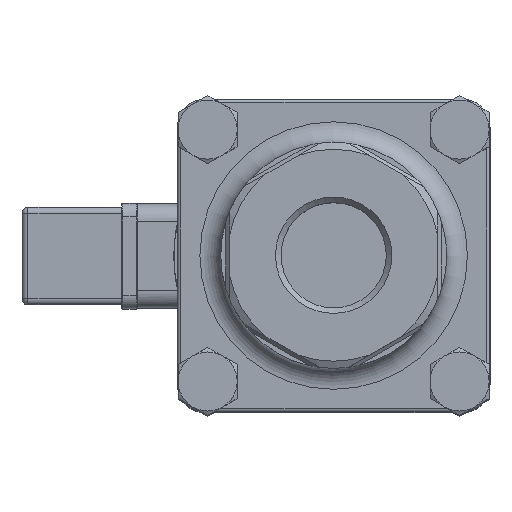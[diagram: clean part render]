
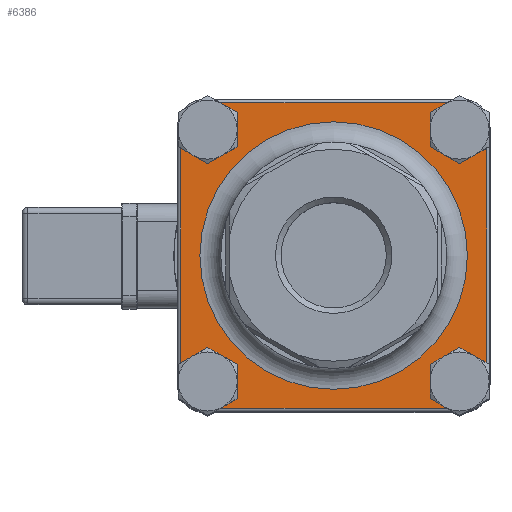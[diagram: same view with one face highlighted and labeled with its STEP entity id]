
A CAD part, top view. The second image highlights one B-rep face of the part: STEP entity #6386.
In plain terms, the highlighted planar face has unit normal (0, 0, 1).
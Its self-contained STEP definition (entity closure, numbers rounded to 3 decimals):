
#385=FACE_BOUND('',#843,.T.);
#454=FACE_OUTER_BOUND('',#842,.T.);
#842=EDGE_LOOP('',(#4084,#4085,#4086,#4087,#4088,#4089,#4090,#4091,#4092,
#4093,#4094));
#843=EDGE_LOOP('',(#4095));
#1246=LINE('',#9655,#1673);
#1247=LINE('',#9661,#1674);
#1248=LINE('',#9665,#1675);
#1249=LINE('',#9670,#1676);
#1673=VECTOR('',#7689,10.);
#1674=VECTOR('',#7694,10.);
#1675=VECTOR('',#7697,10.);
#1676=VECTOR('',#7702,10.);
#2099=CIRCLE('',#6828,7.8);
#2100=CIRCLE('',#6829,7.8);
#2101=CIRCLE('',#6831,7.8);
#2102=CIRCLE('',#6832,7.8);
#2103=CIRCLE('',#6833,7.8);
#2104=CIRCLE('',#6834,7.8);
#2105=CIRCLE('',#6835,7.8);
#2106=CIRCLE('',#6836,38.5);
#2430=VERTEX_POINT('',#9544);
#2433=VERTEX_POINT('',#9551);
#2454=VERTEX_POINT('',#9649);
#2455=VERTEX_POINT('',#9654);
#2456=VERTEX_POINT('',#9656);
#2457=VERTEX_POINT('',#9658);
#2458=VERTEX_POINT('',#9660);
#2459=VERTEX_POINT('',#9662);
#2460=VERTEX_POINT('',#9664);
#2461=VERTEX_POINT('',#9666);
#2462=VERTEX_POINT('',#9668);
#2463=VERTEX_POINT('',#9671);
#3074=EDGE_CURVE('',#2454,#2433,#2099,.T.);
#3076=EDGE_CURVE('',#2430,#2454,#2100,.T.);
#3077=EDGE_CURVE('',#2455,#2433,#1246,.T.);
#3078=EDGE_CURVE('',#2455,#2456,#2101,.T.);
#3079=EDGE_CURVE('',#2456,#2457,#2102,.T.);
#3080=EDGE_CURVE('',#2458,#2457,#1247,.T.);
#3081=EDGE_CURVE('',#2458,#2459,#2103,.T.);
#3082=EDGE_CURVE('',#2460,#2459,#1248,.T.);
#3083=EDGE_CURVE('',#2460,#2461,#2104,.T.);
#3084=EDGE_CURVE('',#2461,#2462,#2105,.T.);
#3085=EDGE_CURVE('',#2430,#2462,#1249,.T.);
#3086=EDGE_CURVE('',#2463,#2463,#2106,.T.);
#4084=ORIENTED_EDGE('',*,*,#3076,.T.);
#4085=ORIENTED_EDGE('',*,*,#3074,.T.);
#4086=ORIENTED_EDGE('',*,*,#3077,.F.);
#4087=ORIENTED_EDGE('',*,*,#3078,.T.);
#4088=ORIENTED_EDGE('',*,*,#3079,.T.);
#4089=ORIENTED_EDGE('',*,*,#3080,.F.);
#4090=ORIENTED_EDGE('',*,*,#3081,.T.);
#4091=ORIENTED_EDGE('',*,*,#3082,.F.);
#4092=ORIENTED_EDGE('',*,*,#3083,.T.);
#4093=ORIENTED_EDGE('',*,*,#3084,.T.);
#4094=ORIENTED_EDGE('',*,*,#3085,.F.);
#4095=ORIENTED_EDGE('',*,*,#3086,.F.);
#5790=PLANE('',#6830);
#6386=ADVANCED_FACE('',(#454,#385),#5790,.T.);
#6828=AXIS2_PLACEMENT_3D('',#9650,#7682,#7683);
#6829=AXIS2_PLACEMENT_3D('',#9652,#7685,#7686);
#6830=AXIS2_PLACEMENT_3D('',#9653,#7687,#7688);
#6831=AXIS2_PLACEMENT_3D('',#9657,#7690,#7691);
#6832=AXIS2_PLACEMENT_3D('',#9659,#7692,#7693);
#6833=AXIS2_PLACEMENT_3D('',#9663,#7695,#7696);
#6834=AXIS2_PLACEMENT_3D('',#9667,#7698,#7699);
#6835=AXIS2_PLACEMENT_3D('',#9669,#7700,#7701);
#6836=AXIS2_PLACEMENT_3D('',#9672,#7703,#7704);
#7682=DIRECTION('center_axis',(0.,0.,-1.));
#7683=DIRECTION('ref_axis',(0.866,0.5,0.));
#7685=DIRECTION('center_axis',(0.,0.,-1.));
#7686=DIRECTION('ref_axis',(0.866,0.5,0.));
#7687=DIRECTION('center_axis',(0.,0.,1.));
#7688=DIRECTION('ref_axis',(1.,0.,0.));
#7689=DIRECTION('',(1.,0.,0.));
#7690=DIRECTION('center_axis',(0.,0.,-1.));
#7691=DIRECTION('ref_axis',(0.866,0.5,0.));
#7692=DIRECTION('center_axis',(0.,0.,-1.));
#7693=DIRECTION('ref_axis',(0.866,0.5,0.));
#7694=DIRECTION('',(0.,1.,0.));
#7695=DIRECTION('center_axis',(0.,0.,-1.));
#7696=DIRECTION('ref_axis',(0.866,0.5,0.));
#7697=DIRECTION('',(-1.,0.,0.));
#7698=DIRECTION('center_axis',(0.,0.,-1.));
#7699=DIRECTION('ref_axis',(0.866,0.5,0.));
#7700=DIRECTION('center_axis',(0.,0.,-1.));
#7701=DIRECTION('ref_axis',(0.866,0.5,0.));
#7702=DIRECTION('',(0.,-1.,0.));
#7703=DIRECTION('center_axis',(0.,0.,1.));
#7704=DIRECTION('ref_axis',(-1.,0.,0.));
#9544=CARTESIAN_POINT('',(44.,35.368,15.));
#9551=CARTESIAN_POINT('',(35.368,44.,15.));
#9649=CARTESIAN_POINT('',(29.495,32.35,15.));
#9650=CARTESIAN_POINT('Origin',(36.25,36.25,15.));
#9652=CARTESIAN_POINT('Origin',(36.25,36.25,15.));
#9653=CARTESIAN_POINT('Origin',(0.,0.,
15.));
#9654=CARTESIAN_POINT('',(-35.368,44.,15.));
#9655=CARTESIAN_POINT('',(-22.5,44.,15.));
#9656=CARTESIAN_POINT('',(-43.005,32.35,15.));
#9657=CARTESIAN_POINT('Origin',(-36.25,36.25,15.));
#9658=CARTESIAN_POINT('',(-44.,35.368,15.));
#9659=CARTESIAN_POINT('Origin',(-36.25,36.25,15.));
#9660=CARTESIAN_POINT('',(-44.,-35.368,15.));
#9661=CARTESIAN_POINT('',(-44.,-22.5,15.));
#9662=CARTESIAN_POINT('',(-35.368,-44.,15.));
#9663=CARTESIAN_POINT('Origin',(-36.25,-36.25,15.));
#9664=CARTESIAN_POINT('',(35.368,-44.,15.));
#9665=CARTESIAN_POINT('',(22.5,-44.,15.));
#9666=CARTESIAN_POINT('',(29.495,-40.15,15.));
#9667=CARTESIAN_POINT('Origin',(36.25,-36.25,15.));
#9668=CARTESIAN_POINT('',(44.,-35.368,15.));
#9669=CARTESIAN_POINT('Origin',(36.25,-36.25,15.));
#9670=CARTESIAN_POINT('',(44.,22.5,15.));
#9671=CARTESIAN_POINT('',(-38.5,0.,15.));
#9672=CARTESIAN_POINT('Origin',(0.,0.,15.));
